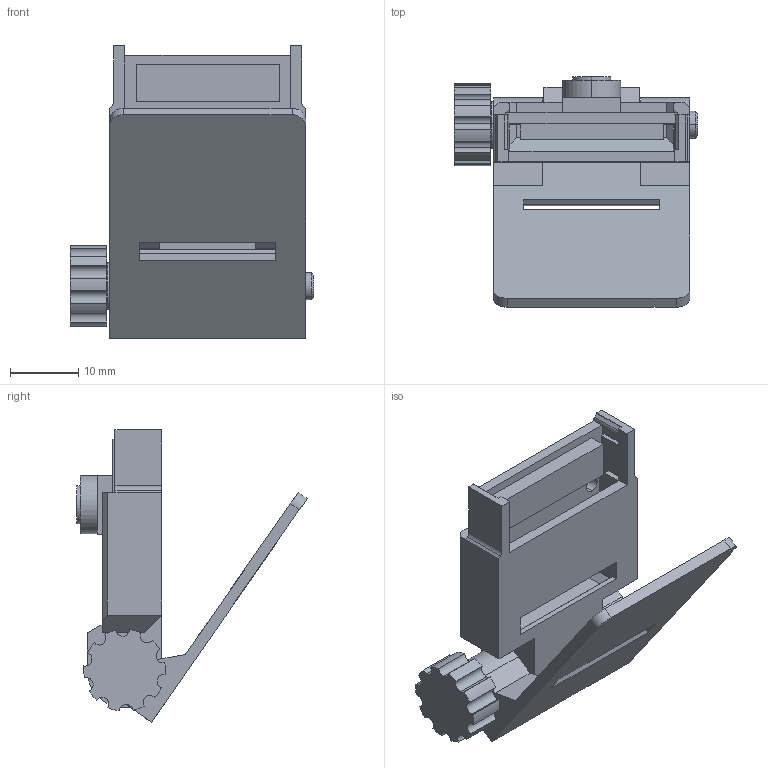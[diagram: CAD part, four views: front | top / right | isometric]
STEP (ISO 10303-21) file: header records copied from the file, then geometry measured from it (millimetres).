
FILE_DESCRIPTION (( 'STEP AP214' ), '1' );
FILE_NAME ('Camera Module - Adjustable Angle Holder asm.STEP', '2018-12-27T03:24:29', ( '' ), ( '' ), 'SwSTEP 2.0', 'SolidWorks 2015', '' );
FILE_SCHEMA (( 'AUTOMOTIVE_DESIGN' ));
Length unit declared in the file: millimetre
Products named in the file (9): Camera Module Holder - Adjustable Base; Camera Module; M4 Nut; Camera Module - Adjustable Angle Holder asm; M4 Bolt Cap; M4 x 30; Camera Module Holder - Adjustable Top; Camera Module - Adjustable Angle; M4 x 30 with Cap
Assembly tree (8 placements, depth 3):
  Camera Module - Adjustable Angle Holder asm
    Camera Module - Adjustable Angle
      Camera Module
      Camera Module Holder - Adjustable Top
    M4 x 30 with Cap
      M4 x 30
      M4 Bolt Cap
    M4 Nut
    Camera Module Holder - Adjustable Base
Bounding box: 35.8 x 33.82 x 42.93 mm (x, y, z)
Volume: 8277.2 mm3; surface area: 9344.9 mm2
Topology: 6 solids, 6 shells, 225 faces, 590 edges, 386 vertices
Faces by surface type: plane 134, cylinder 65, torus 18, cone 8
Entity records: 7865 total; most frequent: CARTESIAN_POINT 1454, DIRECTION 1204, ORIENTED_EDGE 1180, EDGE_CURVE 590, VECTOR 404, LINE 404, AXIS2_PLACEMENT_3D 400, VERTEX_POINT 386
